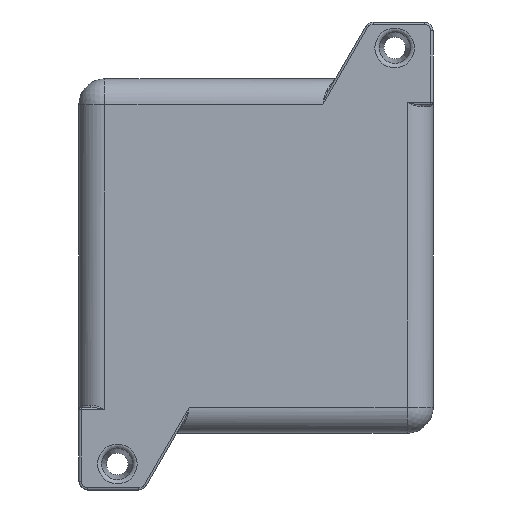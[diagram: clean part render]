
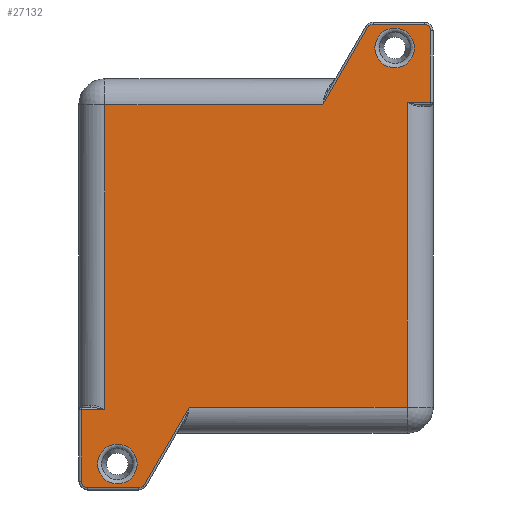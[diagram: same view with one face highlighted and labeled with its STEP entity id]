
A CAD part, front view. The second image highlights one B-rep face of the part: STEP entity #27132.
In plain terms, the highlighted planar face has unit normal (0, -1, 0).
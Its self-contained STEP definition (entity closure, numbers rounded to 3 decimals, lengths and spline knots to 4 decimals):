
#1695=LINE('',#36107,#4298);
#1696=LINE('',#36109,#4299);
#1697=LINE('',#36111,#4300);
#1698=LINE('',#36115,#4301);
#1699=LINE('',#36119,#4302);
#1700=LINE('',#36121,#4303);
#1701=LINE('',#36123,#4304);
#1702=LINE('',#36125,#4305);
#1703=LINE('',#36127,#4306);
#1704=LINE('',#36131,#4307);
#1705=LINE('',#36135,#4308);
#1706=LINE('',#36136,#4309);
#4298=VECTOR('',#30429,0.3937);
#4299=VECTOR('',#30430,0.3937);
#4300=VECTOR('',#30431,0.3937);
#4301=VECTOR('',#30434,0.3937);
#4302=VECTOR('',#30437,0.3937);
#4303=VECTOR('',#30438,0.3937);
#4304=VECTOR('',#30439,0.3937);
#4305=VECTOR('',#30440,0.3937);
#4306=VECTOR('',#30441,0.3937);
#4307=VECTOR('',#30444,0.3937);
#4308=VECTOR('',#30447,0.3937);
#4309=VECTOR('',#30448,0.3937);
#6934=PLANE('',#28835);
#7757=FACE_BOUND('',#9815,.T.);
#7758=FACE_BOUND('',#9816,.T.);
#7898=ELLIPSE('',#28836,0.0938,0.0937);
#7899=ELLIPSE('',#28837,0.0938,0.0938);
#7900=ELLIPSE('',#28838,0.0938,0.0938);
#7901=ELLIPSE('',#28839,0.0938,0.0938);
#8184=FACE_OUTER_BOUND('',#9814,.T.);
#9814=EDGE_LOOP('',(#18808,#18809,#18810,#18811,#18812,#18813,#18814,#18815,
#18816,#18817,#18818,#18819,#18820,#18821,#18822,#18823));
#9815=EDGE_LOOP('',(#18824));
#9816=EDGE_LOOP('',(#18825));
#11563=CIRCLE('',#28834,0.2858);
#11564=CIRCLE('',#28840,0.2858);
#11941=VERTEX_POINT('',#36102);
#11942=VERTEX_POINT('',#36105);
#11943=VERTEX_POINT('',#36106);
#11944=VERTEX_POINT('',#36108);
#11945=VERTEX_POINT('',#36110);
#11946=VERTEX_POINT('',#36112);
#11947=VERTEX_POINT('',#36114);
#11948=VERTEX_POINT('',#36116);
#11949=VERTEX_POINT('',#36118);
#11950=VERTEX_POINT('',#36120);
#11951=VERTEX_POINT('',#36122);
#11952=VERTEX_POINT('',#36124);
#11953=VERTEX_POINT('',#36126);
#11954=VERTEX_POINT('',#36128);
#11955=VERTEX_POINT('',#36130);
#11956=VERTEX_POINT('',#36132);
#11957=VERTEX_POINT('',#36134);
#11958=VERTEX_POINT('',#36137);
#14635=EDGE_CURVE('',#11941,#11941,#11563,.T.);
#14636=EDGE_CURVE('',#11942,#11943,#1695,.T.);
#14637=EDGE_CURVE('',#11944,#11942,#1696,.T.);
#14638=EDGE_CURVE('',#11945,#11944,#1697,.T.);
#14639=EDGE_CURVE('',#11946,#11945,#7898,.T.);
#14640=EDGE_CURVE('',#11947,#11946,#1698,.T.);
#14641=EDGE_CURVE('',#11948,#11947,#7899,.T.);
#14642=EDGE_CURVE('',#11949,#11948,#1699,.T.);
#14643=EDGE_CURVE('',#11950,#11949,#1700,.T.);
#14644=EDGE_CURVE('',#11951,#11950,#1701,.T.);
#14645=EDGE_CURVE('',#11952,#11951,#1702,.T.);
#14646=EDGE_CURVE('',#11953,#11952,#1703,.T.);
#14647=EDGE_CURVE('',#11954,#11953,#7900,.T.);
#14648=EDGE_CURVE('',#11955,#11954,#1704,.T.);
#14649=EDGE_CURVE('',#11956,#11955,#7901,.T.);
#14650=EDGE_CURVE('',#11957,#11956,#1705,.T.);
#14651=EDGE_CURVE('',#11943,#11957,#1706,.T.);
#14652=EDGE_CURVE('',#11958,#11958,#11564,.T.);
#18808=ORIENTED_EDGE('',*,*,#14636,.F.);
#18809=ORIENTED_EDGE('',*,*,#14637,.F.);
#18810=ORIENTED_EDGE('',*,*,#14638,.F.);
#18811=ORIENTED_EDGE('',*,*,#14639,.F.);
#18812=ORIENTED_EDGE('',*,*,#14640,.F.);
#18813=ORIENTED_EDGE('',*,*,#14641,.F.);
#18814=ORIENTED_EDGE('',*,*,#14642,.F.);
#18815=ORIENTED_EDGE('',*,*,#14643,.F.);
#18816=ORIENTED_EDGE('',*,*,#14644,.F.);
#18817=ORIENTED_EDGE('',*,*,#14645,.F.);
#18818=ORIENTED_EDGE('',*,*,#14646,.F.);
#18819=ORIENTED_EDGE('',*,*,#14647,.F.);
#18820=ORIENTED_EDGE('',*,*,#14648,.F.);
#18821=ORIENTED_EDGE('',*,*,#14649,.F.);
#18822=ORIENTED_EDGE('',*,*,#14650,.F.);
#18823=ORIENTED_EDGE('',*,*,#14651,.F.);
#18824=ORIENTED_EDGE('',*,*,#14652,.F.);
#18825=ORIENTED_EDGE('',*,*,#14635,.F.);
#27132=ADVANCED_FACE('',(#8184,#7757,#7758),#6934,.T.);
#28834=AXIS2_PLACEMENT_3D('',#36103,#30425,#30426);
#28835=AXIS2_PLACEMENT_3D('',#36104,#30427,#30428);
#28836=AXIS2_PLACEMENT_3D('',#36113,#30432,#30433);
#28837=AXIS2_PLACEMENT_3D('',#36117,#30435,#30436);
#28838=AXIS2_PLACEMENT_3D('',#36129,#30442,#30443);
#28839=AXIS2_PLACEMENT_3D('',#36133,#30445,#30446);
#28840=AXIS2_PLACEMENT_3D('',#36138,#30449,#30450);
#30425=DIRECTION('center_axis',(0.,-1.,0.));
#30426=DIRECTION('ref_axis',(1.,0.,0.));
#30427=DIRECTION('center_axis',(0.,-1.,0.));
#30428=DIRECTION('ref_axis',(1.,0.,0.));
#30429=DIRECTION('',(0.,0.,1.));
#30430=DIRECTION('',(1.,0.,0.));
#30431=DIRECTION('',(0.,0.,1.));
#30432=DIRECTION('center_axis',(0.,1.,0.));
#30433=DIRECTION('ref_axis',(-0.707,0.,-0.707));
#30434=DIRECTION('',(-1.,0.,0.));
#30435=DIRECTION('center_axis',(0.,1.,0.));
#30436=DIRECTION('ref_axis',(0.5,0.,-0.866));
#30437=DIRECTION('',(-0.5,0.,-0.866));
#30438=DIRECTION('',(-1.,0.,0.));
#30439=DIRECTION('',(0.,0.,-1.));
#30440=DIRECTION('',(-1.,0.,0.));
#30441=DIRECTION('',(0.,0.,-1.));
#30442=DIRECTION('center_axis',(0.,1.,0.));
#30443=DIRECTION('ref_axis',(0.707,0.,0.707));
#30444=DIRECTION('',(1.,0.,0.));
#30445=DIRECTION('center_axis',(0.,1.,0.));
#30446=DIRECTION('ref_axis',(-0.5,0.,0.866));
#30447=DIRECTION('',(0.5,0.,0.866));
#30448=DIRECTION('',(1.,0.,0.));
#30449=DIRECTION('center_axis',(0.,-1.,0.));
#30450=DIRECTION('ref_axis',(1.,0.,0.));
#36102=CARTESIAN_POINT('',(1.7142,-2.125,3.));
#36103=CARTESIAN_POINT('Origin',(2.,-2.125,3.));
#36104=CARTESIAN_POINT('Origin',(-2.4531,-2.125,0.));
#36105=CARTESIAN_POINT('',(-2.1795,-2.125,-2.2115));
#36106=CARTESIAN_POINT('',(-2.1795,-2.125,2.1795));
#36107=CARTESIAN_POINT('',(-2.1795,-2.125,0.));
#36108=CARTESIAN_POINT('',(-2.5223,-2.125,-2.2115));
#36109=CARTESIAN_POINT('',(-2.5037,-2.125,-2.2115));
#36110=CARTESIAN_POINT('',(-2.5223,-2.125,-3.2492));
#36111=CARTESIAN_POINT('',(-2.5223,-2.125,-1.6875));
#36112=CARTESIAN_POINT('',(-2.4285,-2.125,-3.3429));
#36113=CARTESIAN_POINT('Origin',(-2.4285,-2.125,-3.2491));
#36114=CARTESIAN_POINT('',(-1.6895,-2.125,-3.3429));
#36115=CARTESIAN_POINT('',(-2.035,-2.125,-3.3429));
#36116=CARTESIAN_POINT('',(-1.6083,-2.125,-3.2961));
#36117=CARTESIAN_POINT('Origin',(-1.6895,-2.125,-3.2491));
#36118=CARTESIAN_POINT('',(-0.9636,-2.125,-2.1795));
#36119=CARTESIAN_POINT('',(-0.6733,-2.125,-1.6766));
#36120=CARTESIAN_POINT('',(2.1795,-2.125,-2.1795));
#36121=CARTESIAN_POINT('',(-1.2266,-2.125,-2.1795));
#36122=CARTESIAN_POINT('',(2.1795,-2.125,2.2115));
#36123=CARTESIAN_POINT('',(2.1795,-2.125,0.));
#36124=CARTESIAN_POINT('',(2.5223,-2.125,2.2115));
#36125=CARTESIAN_POINT('',(0.0506,-2.125,2.2115));
#36126=CARTESIAN_POINT('',(2.5223,-2.125,3.2492));
#36127=CARTESIAN_POINT('',(2.5223,-2.125,1.6875));
#36128=CARTESIAN_POINT('',(2.4285,-2.125,3.3429));
#36129=CARTESIAN_POINT('Origin',(2.4285,-2.125,3.2491));
#36130=CARTESIAN_POINT('',(1.6895,-2.125,3.3429));
#36131=CARTESIAN_POINT('',(-0.4181,-2.125,3.3429));
#36132=CARTESIAN_POINT('',(1.6083,-2.125,3.2961));
#36133=CARTESIAN_POINT('Origin',(1.6895,-2.125,3.2491));
#36134=CARTESIAN_POINT('',(0.9636,-2.125,2.1795));
#36135=CARTESIAN_POINT('',(0.06,-2.125,0.6144));
#36136=CARTESIAN_POINT('',(-1.2266,-2.125,2.1795));
#36137=CARTESIAN_POINT('',(-2.2858,-2.125,-3.));
#36138=CARTESIAN_POINT('Origin',(-2.,-2.125,-3.));
